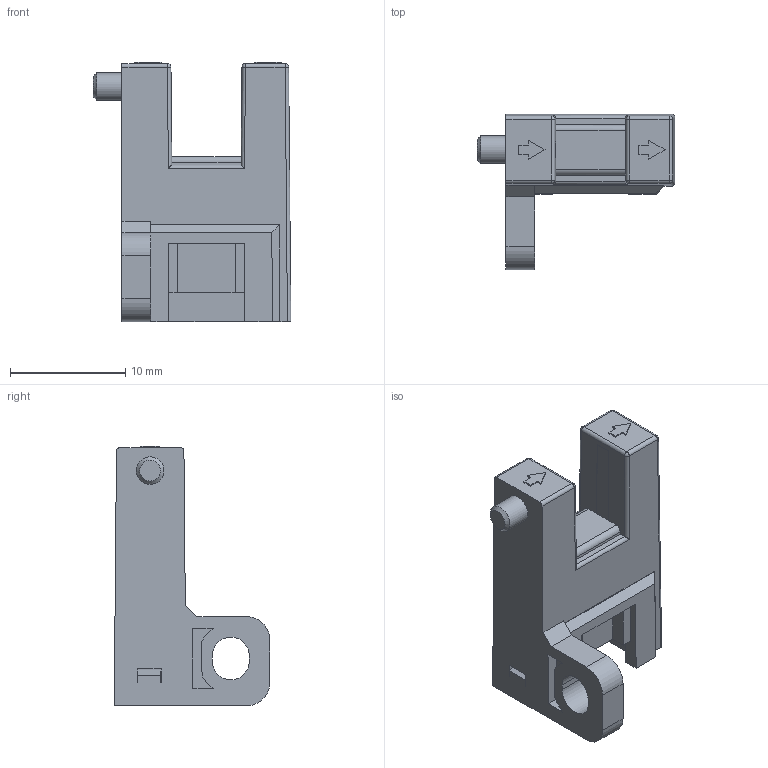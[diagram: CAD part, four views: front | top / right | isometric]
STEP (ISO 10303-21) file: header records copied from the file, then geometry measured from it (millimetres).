
FILE_DESCRIPTION(/* description */ (''),/* implementation_level */ '2;1');
FILE_NAME(/* name */ '',/* time_stamp */ '2024-02-19T16:14:06+08:00',/* author */ (''),/* organization */ (''),/* preprocessor_version */ 'ST-DEVELOPER v14',/* originating_system */ 'SIEMENS PLM Software NX 8.0',/* authorisation */ '');
FILE_SCHEMA (('AUTOMOTIVE_DESIGN { 1 0 10303 214 3 1 1 1 }'));
Length unit declared in the file: millimetre
Products named in the file (1): Admi453CBD7F2y6h
Bounding box: 17.16 x 13.5 x 22.52 mm (x, y, z)
Volume: 1537.1 mm3; surface area: 1536.1 mm2
Topology: 1 solids, 1 shells, 163 faces, 433 edges, 276 vertices
Faces by surface type: plane 128, cylinder 28, sphere 6, cone 1
Full cylindrical faces by diameter (mm): 0.55 x4, 2.4 x1
Entity records: 5202 total; most frequent: CARTESIAN_POINT 859, ORIENTED_EDGE 840, DIRECTION 805, EDGE_CURVE 420, LINE 363, VECTOR 363, VERTEX_POINT 275, AXIS2_PLACEMENT_3D 221
